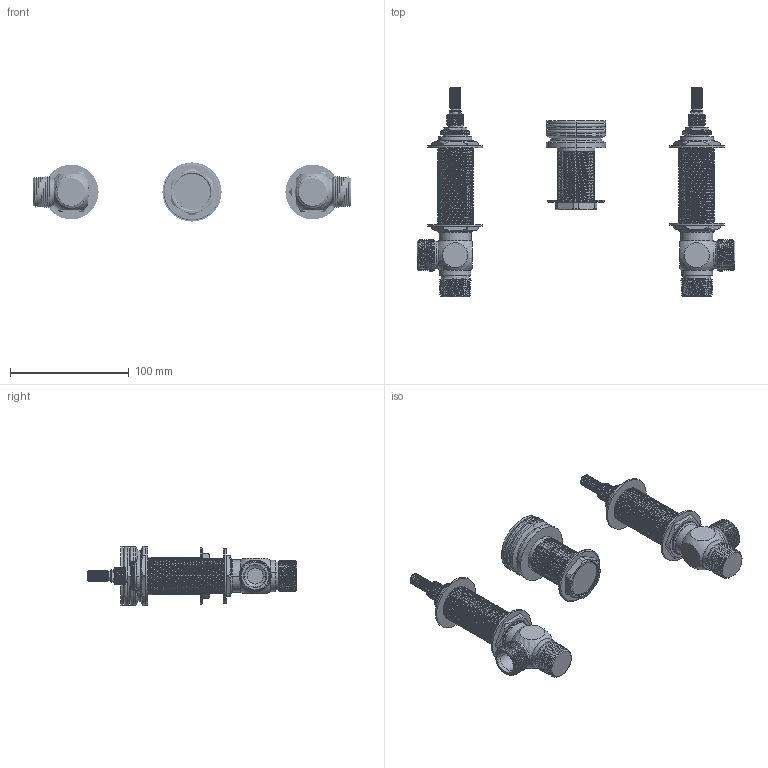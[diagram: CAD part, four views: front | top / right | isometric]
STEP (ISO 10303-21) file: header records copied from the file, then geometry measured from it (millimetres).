
FILE_DESCRIPTION((''),'2;1');
FILE_NAME('1-586','2021-04-19T09:44:33',('rsmith'),(''),'CREO PARAMETRIC BY PTC INC, 2018400','CREO PARAMETRIC BY PTC INC, 2018400','');
FILE_SCHEMA(('AUTOMOTIVE_DESIGN { 1 0 10303 214 1 1 1 1 }'));
Products named in the file (1): 1-586
Bounding box: 267.2 x 176.3 x 49.73 mm (x, y, z)
Volume: 291773.9 mm3; surface area: 79890 mm2
Topology: 3 solids, 3 shells, 1202 faces, 3285 edges, 2113 vertices
Faces by surface type: cylinder 536, bspline 234, plane 233, cone 173, torus 22, sphere 4
Entity records: 152054 total; most frequent: CARTESIAN_POINT 104945, ORIENTED_EDGE 6558, DIRECTION 4409, PRESENTATION_STYLE_ASSIGNMENT 4350, STYLED_ITEM 3302, CURVE_STYLE 3279, EDGE_CURVE 3279, VERTEX_POINT 2113
